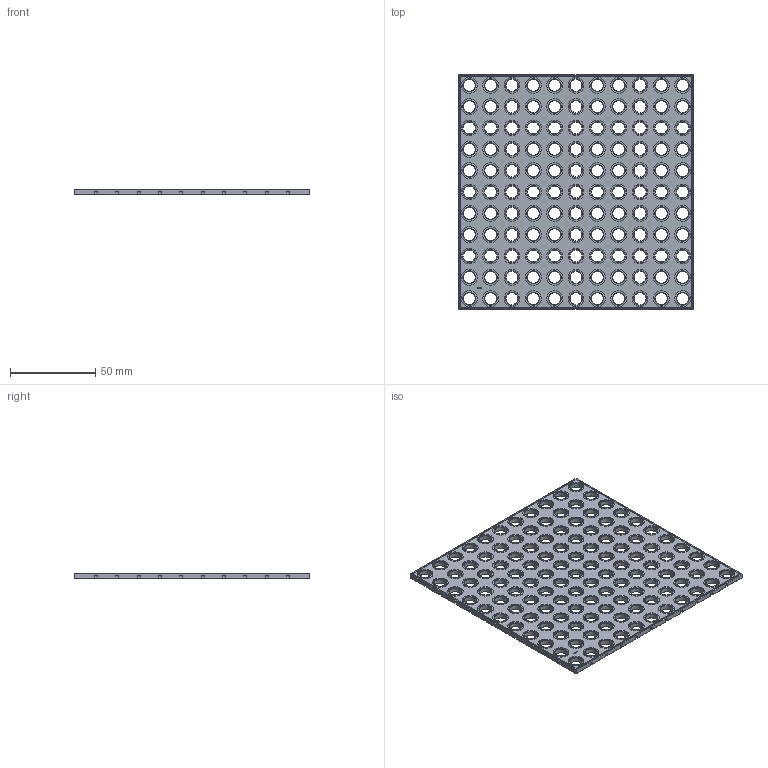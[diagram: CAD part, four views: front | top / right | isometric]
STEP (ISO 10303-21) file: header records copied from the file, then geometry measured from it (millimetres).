
FILE_DESCRIPTION(('FreeCAD Model'),'2;1');
FILE_NAME('Open CASCADE Shape Model','2024-02-25T16:42:24',(''),(''), 'Open CASCADE STEP processor 7.6','FreeCAD','Unknown');
FILE_SCHEMA(('AUTOMOTIVE_DESIGN { 1 0 10303 214 1 1 1 1 }'));
Products named in the file (1): Plate SQR CRNS BU11x00.25 - SPN-PLT-0070 (stemfie.org)
Bounding box: 137.5 x 137.5 x 3.12 mm (x, y, z)
Volume: 40906.3 mm3; surface area: 39489.2 mm2
Topology: 1 solids, 1 shells, 1735 faces, 4487 edges, 2908 vertices
Faces by surface type: plane 837, cylinder 522, cone 242, extrusion 134
Full cylindrical faces by diameter (mm): 7 x121, 9.2 x121
Entity records: 112920 total; most frequent: CARTESIAN_POINT 22607, DIRECTION 16643, VECTOR 10065, LINE 9931, ORIENTED_EDGE 8974, PCURVE 8974, DEFINITIONAL_REPRESENTATION 8974, EDGE_CURVE 4487
